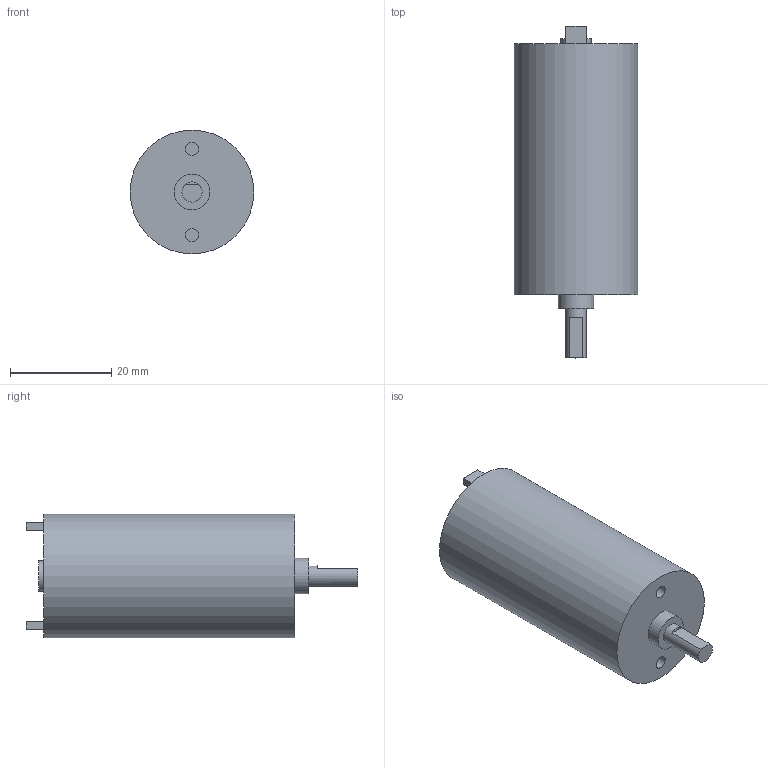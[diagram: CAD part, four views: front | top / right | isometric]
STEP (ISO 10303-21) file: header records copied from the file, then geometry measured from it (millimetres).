
FILE_DESCRIPTION(/* description */ (''),/* implementation_level */ '2;1');
FILE_NAME(/* name */ 'JGA25-370.step',/* time_stamp */ '2024-07-12T19:17:43+02:00',/* author */ (''),/* organization */ (''),/* preprocessor_version */ 'ST-DEVELOPER v20',/* originating_system */ 'Autodesk Translation Framework v13.14.0.145',/* authorisation */ '');
FILE_SCHEMA (('AUTOMOTIVE_DESIGN { 1 0 10303 214 3 1 1 }'));
Length unit declared in the file: millimetre
Products named in the file (1): #WHC11.B.V0x4 - JGA25-370
Bounding box: 24.4 x 65.48 x 24.4 mm (x, y, z)
Volume: 23387.6 mm3; surface area: 5086 mm2
Topology: 1 solids, 1 shells, 25 faces, 48 edges, 32 vertices
Faces by surface type: plane 19, cylinder 6
Full cylindrical faces by diameter (mm): 2.529 x2, 4 x1, 6 x1, 7 x1, 24.4 x1
Entity records: 669 total; most frequent: DIRECTION 114, CARTESIAN_POINT 106, ORIENTED_EDGE 96, EDGE_CURVE 48, AXIS2_PLACEMENT_3D 40, LINE 34, VECTOR 34, EDGE_LOOP 32
